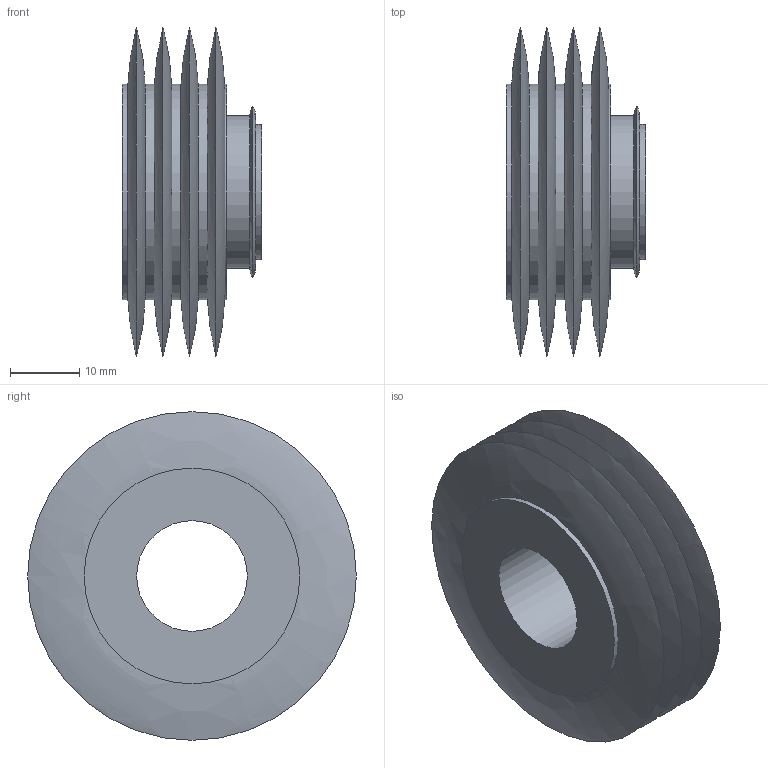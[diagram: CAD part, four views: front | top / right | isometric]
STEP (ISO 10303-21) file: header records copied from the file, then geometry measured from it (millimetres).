
FILE_DESCRIPTION(/* description */ (''),/* implementation_level */ '2;1');
FILE_NAME(/* name */ 'e183901e-059f-11ec-b4be-0a4d7f7b7031.step',/* time_stamp */ '2021-08-25T12:28:12+00:00',/* author */ (''),/* organization */ (''),/* preprocessor_version */ 'ST-DEVELOPER v18.1',/* originating_system */ 'Autodesk Translation Framework v10.6.0.1341',/* authorisation */ '');
FILE_SCHEMA (('AUTOMOTIVE_DESIGN { 1 0 10303 214 3 1 1 }'));
Length unit declared in the file: centimetre
Products named in the file (1): temp_body
Bounding box: 20.09 x 47.51 x 47.51 mm (x, y, z)
Volume: 15368.7 mm3; surface area: 11325.6 mm2
Topology: 1 solids, 1 shells, 22 faces, 49 edges, 31 vertices
Faces by surface type: bspline 10, cylinder 8, plane 4
Full cylindrical faces by diameter (mm): 16 x1, 19.519 x1, 22.098 x1, 31.193 x5
Entity records: 4018 total; most frequent: CARTESIAN_POINT 3523, ORIENTED_EDGE 98, DIRECTION 96, EDGE_CURVE 49, AXIS2_PLACEMENT_3D 44, CIRCLE 31, VERTEX_POINT 31, EDGE_LOOP 26
